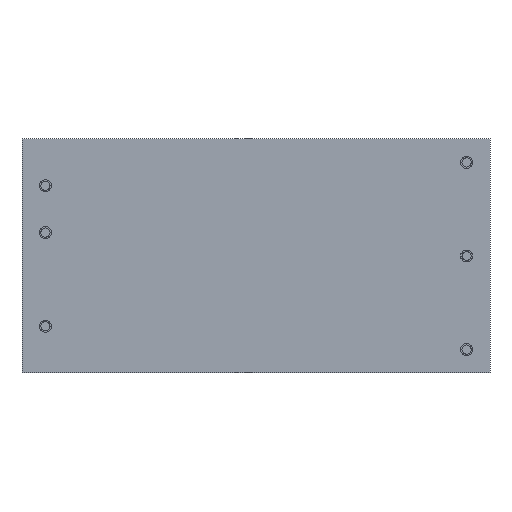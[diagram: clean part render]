
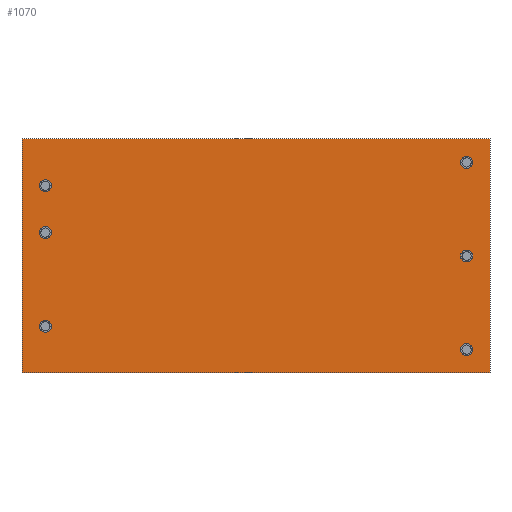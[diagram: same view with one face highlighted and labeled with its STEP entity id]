
A CAD part, front view. The second image highlights one B-rep face of the part: STEP entity #1070.
In plain terms, the highlighted planar face has unit normal (0, -1, 0).
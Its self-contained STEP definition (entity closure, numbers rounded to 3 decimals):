
#2 = EDGE_CURVE ( 'NONE', #444, #1662, #905, .T. ) ;
#4 = DIRECTION ( 'NONE',  ( 1., 0., 0. ) ) ;
#12 = DIRECTION ( 'NONE',  ( 1., 0., 0. ) ) ;
#21 = DIRECTION ( 'NONE',  ( 1., 0., 0. ) ) ;
#31 = FACE_BOUND ( 'NONE', #400, .T. ) ;
#74 = VERTEX_POINT ( 'NONE', #1376 ) ;
#100 = DIRECTION ( 'NONE',  ( 1., 0., 0. ) ) ;
#119 = CARTESIAN_POINT ( 'NONE',  ( 22.86, -0.6, -10.16 ) ) ;
#122 = CIRCLE ( 'NONE', #1443, 0.65 ) ;
#133 = VERTEX_POINT ( 'NONE', #504 ) ;
#148 = ORIENTED_EDGE ( 'NONE', *, *, #551, .T. ) ;
#168 = DIRECTION ( 'NONE',  ( 1., 0., 0. ) ) ;
#169 = EDGE_CURVE ( 'NONE', #352, #444, #354, .T. ) ;
#170 = AXIS2_PLACEMENT_3D ( 'NONE', #1740, #341, #175 ) ;
#175 = DIRECTION ( 'NONE',  ( 1., 0., 0. ) ) ;
#184 = CIRCLE ( 'NONE', #1579, 0.65 ) ;
#205 = AXIS2_PLACEMENT_3D ( 'NONE', #439, #571, #1979 ) ;
#226 = EDGE_CURVE ( 'NONE', #406, #1797, #122, .T. ) ;
#260 = CARTESIAN_POINT ( 'NONE',  ( 23.51, -0.6, 0. ) ) ;
#264 = ORIENTED_EDGE ( 'NONE', *, *, #1736, .T. ) ;
#277 = EDGE_LOOP ( 'NONE', ( #1785, #2007 ) ) ;
#283 = ORIENTED_EDGE ( 'NONE', *, *, #226, .T. ) ;
#288 = EDGE_LOOP ( 'NONE', ( #148, #629 ) ) ;
#315 = CARTESIAN_POINT ( 'NONE',  ( -22.21, -0.6, 7.62 ) ) ;
#341 = DIRECTION ( 'NONE',  ( 0., 1., 0. ) ) ;
#352 = VERTEX_POINT ( 'NONE', #867 ) ;
#354 = LINE ( 'NONE', #1279, #1414 ) ;
#359 = LINE ( 'NONE', #1119, #717 ) ;
#397 = EDGE_CURVE ( 'NONE', #1662, #914, #556, .T. ) ;
#400 = EDGE_LOOP ( 'NONE', ( #283, #264 ) ) ;
#406 = VERTEX_POINT ( 'NONE', #1031 ) ;
#407 = CARTESIAN_POINT ( 'NONE',  ( 22.86, -0.6, 10.16 ) ) ;
#429 = EDGE_CURVE ( 'NONE', #2017, #1783, #1174, .T. ) ;
#438 = CIRCLE ( 'NONE', #890, 0.65 ) ;
#439 = CARTESIAN_POINT ( 'NONE',  ( -22.86, -0.6, 2.54 ) ) ;
#444 = VERTEX_POINT ( 'NONE', #1821 ) ;
#471 = AXIS2_PLACEMENT_3D ( 'NONE', #941, #1560, #168 ) ;
#479 = VERTEX_POINT ( 'NONE', #1833 ) ;
#494 = ORIENTED_EDGE ( 'NONE', *, *, #1630, .T. ) ;
#504 = CARTESIAN_POINT ( 'NONE',  ( 22.21, -0.6, 10.16 ) ) ;
#515 = FACE_BOUND ( 'NONE', #849, .T. ) ;
#522 = DIRECTION ( 'NONE',  ( 0., 0., 1. ) ) ;
#551 = EDGE_CURVE ( 'NONE', #479, #1321, #1964, .T. ) ;
#556 = LINE ( 'NONE', #581, #1601 ) ;
#570 = VERTEX_POINT ( 'NONE', #315 ) ;
#571 = DIRECTION ( 'NONE',  ( 0., 1., 0. ) ) ;
#581 = CARTESIAN_POINT ( 'NONE',  ( -25.4, -0.6, -12.7 ) ) ;
#600 = ORIENTED_EDGE ( 'NONE', *, *, #641, .T. ) ;
#603 = VERTEX_POINT ( 'NONE', #1705 ) ;
#624 = CARTESIAN_POINT ( 'NONE',  ( -23.51, -0.6, 2.54 ) ) ;
#629 = ORIENTED_EDGE ( 'NONE', *, *, #1096, .T. ) ;
#637 = EDGE_CURVE ( 'NONE', #603, #133, #1503, .T. ) ;
#641 = EDGE_CURVE ( 'NONE', #1783, #2017, #730, .T. ) ;
#643 = DIRECTION ( 'NONE',  ( 1., 0., 0. ) ) ;
#653 = PLANE ( 'NONE',  #951 ) ;
#662 = DIRECTION ( 'NONE',  ( 0., 1., 0. ) ) ;
#717 = VECTOR ( 'NONE', #522, 1000. ) ;
#725 = DIRECTION ( 'NONE',  ( 0., 1., 0. ) ) ;
#726 = CARTESIAN_POINT ( 'NONE',  ( 25.4, -0.6, -12.7 ) ) ;
#730 = CIRCLE ( 'NONE', #1870, 0.65 ) ;
#743 = ORIENTED_EDGE ( 'NONE', *, *, #429, .T. ) ;
#744 = DIRECTION ( 'NONE',  ( 1., 0., 0. ) ) ;
#787 = DIRECTION ( 'NONE',  ( 0., 1., 0. ) ) ;
#802 = FACE_OUTER_BOUND ( 'NONE', #1639, .T. ) ;
#819 = FACE_BOUND ( 'NONE', #1853, .T. ) ;
#826 = DIRECTION ( 'NONE',  ( 0., 1., 0. ) ) ;
#849 = EDGE_LOOP ( 'NONE', ( #600, #743 ) ) ;
#867 = CARTESIAN_POINT ( 'NONE',  ( 25.4, -0.6, 12.7 ) ) ;
#868 = CARTESIAN_POINT ( 'NONE',  ( 22.86, -0.6, 0. ) ) ;
#890 = AXIS2_PLACEMENT_3D ( 'NONE', #407, #725, #2011 ) ;
#905 = LINE ( 'NONE', #1515, #1514 ) ;
#914 = VERTEX_POINT ( 'NONE', #726 ) ;
#941 = CARTESIAN_POINT ( 'NONE',  ( 22.86, -0.6, 10.16 ) ) ;
#947 = CIRCLE ( 'NONE', #1730, 0.65 ) ;
#951 = AXIS2_PLACEMENT_3D ( 'NONE', #1274, #1567, #964 ) ;
#964 = DIRECTION ( 'NONE',  ( 0., 0., -1. ) ) ;
#966 = EDGE_CURVE ( 'NONE', #1844, #570, #184, .T. ) ;
#973 = FACE_BOUND ( 'NONE', #1118, .T. ) ;
#1031 = CARTESIAN_POINT ( 'NONE',  ( -22.21, -0.6, 2.54 ) ) ;
#1051 = EDGE_CURVE ( 'NONE', #74, #1941, #1993, .T. ) ;
#1057 = DIRECTION ( 'NONE',  ( 1., 0., 0. ) ) ;
#1070 = ADVANCED_FACE ( 'NONE', ( #515, #1557, #31, #973, #1904, #819, #802 ), #653, .T. ) ;
#1096 = EDGE_CURVE ( 'NONE', #1321, #479, #1832, .T. ) ;
#1097 = CARTESIAN_POINT ( 'NONE',  ( 22.86, -0.6, 0. ) ) ;
#1110 = AXIS2_PLACEMENT_3D ( 'NONE', #1281, #1257, #12 ) ;
#1118 = EDGE_LOOP ( 'NONE', ( #1982, #1656 ) ) ;
#1119 = CARTESIAN_POINT ( 'NONE',  ( 25.4, -0.6, -12.7 ) ) ;
#1140 = EDGE_CURVE ( 'NONE', #570, #1844, #1997, .T. ) ;
#1141 = AXIS2_PLACEMENT_3D ( 'NONE', #2005, #1673, #1868 ) ;
#1174 = CIRCLE ( 'NONE', #1431, 0.65 ) ;
#1182 = DIRECTION ( 'NONE',  ( 1., 0., 0. ) ) ;
#1197 = CARTESIAN_POINT ( 'NONE',  ( -22.86, -0.6, 7.62 ) ) ;
#1211 = CARTESIAN_POINT ( 'NONE',  ( 22.86, -0.6, -10.16 ) ) ;
#1219 = EDGE_CURVE ( 'NONE', #1941, #74, #947, .T. ) ;
#1240 = DIRECTION ( 'NONE',  ( 0., 1., 0. ) ) ;
#1257 = DIRECTION ( 'NONE',  ( 0., 1., 0. ) ) ;
#1274 = CARTESIAN_POINT ( 'NONE',  ( 0., -0.6, 0. ) ) ;
#1279 = CARTESIAN_POINT ( 'NONE',  ( 25.4, -0.6, 12.7 ) ) ;
#1281 = CARTESIAN_POINT ( 'NONE',  ( -22.86, -0.6, 7.62 ) ) ;
#1289 = CARTESIAN_POINT ( 'NONE',  ( -23.51, -0.6, 7.62 ) ) ;
#1321 = VERTEX_POINT ( 'NONE', #1987 ) ;
#1376 = CARTESIAN_POINT ( 'NONE',  ( 22.21, -0.6, 0. ) ) ;
#1395 = AXIS2_PLACEMENT_3D ( 'NONE', #1097, #662, #21 ) ;
#1414 = VECTOR ( 'NONE', #1593, 1000. ) ;
#1431 = AXIS2_PLACEMENT_3D ( 'NONE', #119, #1675, #744 ) ;
#1443 = AXIS2_PLACEMENT_3D ( 'NONE', #1757, #826, #643 ) ;
#1464 = CARTESIAN_POINT ( 'NONE',  ( 22.21, -0.6, -10.16 ) ) ;
#1475 = ORIENTED_EDGE ( 'NONE', *, *, #637, .T. ) ;
#1488 = DIRECTION ( 'NONE',  ( 0., 1., 0. ) ) ;
#1503 = CIRCLE ( 'NONE', #471, 0.65 ) ;
#1514 = VECTOR ( 'NONE', #1846, 1000. ) ;
#1515 = CARTESIAN_POINT ( 'NONE',  ( -25.4, -0.6, 12.7 ) ) ;
#1528 = CARTESIAN_POINT ( 'NONE',  ( 23.51, -0.6, -10.16 ) ) ;
#1557 = FACE_BOUND ( 'NONE', #277, .T. ) ;
#1560 = DIRECTION ( 'NONE',  ( 0., 1., 0. ) ) ;
#1567 = DIRECTION ( 'NONE',  ( 0., -1., 0. ) ) ;
#1579 = AXIS2_PLACEMENT_3D ( 'NONE', #1197, #1240, #4 ) ;
#1593 = DIRECTION ( 'NONE',  ( -1., 0., 0. ) ) ;
#1601 = VECTOR ( 'NONE', #1182, 1000. ) ;
#1630 = EDGE_CURVE ( 'NONE', #133, #603, #438, .T. ) ;
#1639 = EDGE_LOOP ( 'NONE', ( #1937, #1700, #1974, #1737 ) ) ;
#1656 = ORIENTED_EDGE ( 'NONE', *, *, #966, .T. ) ;
#1662 = VERTEX_POINT ( 'NONE', #1813 ) ;
#1673 = DIRECTION ( 'NONE',  ( 0., 1., 0. ) ) ;
#1675 = DIRECTION ( 'NONE',  ( 0., 1., 0. ) ) ;
#1700 = ORIENTED_EDGE ( 'NONE', *, *, #1815, .T. ) ;
#1705 = CARTESIAN_POINT ( 'NONE',  ( 23.51, -0.6, 10.16 ) ) ;
#1730 = AXIS2_PLACEMENT_3D ( 'NONE', #868, #1488, #100 ) ;
#1736 = EDGE_CURVE ( 'NONE', #1797, #406, #1871, .T. ) ;
#1737 = ORIENTED_EDGE ( 'NONE', *, *, #2, .T. ) ;
#1740 = CARTESIAN_POINT ( 'NONE',  ( -22.86, -0.6, -7.62 ) ) ;
#1757 = CARTESIAN_POINT ( 'NONE',  ( -22.86, -0.6, 2.54 ) ) ;
#1783 = VERTEX_POINT ( 'NONE', #1528 ) ;
#1785 = ORIENTED_EDGE ( 'NONE', *, *, #1219, .T. ) ;
#1797 = VERTEX_POINT ( 'NONE', #624 ) ;
#1813 = CARTESIAN_POINT ( 'NONE',  ( -25.4, -0.6, -12.7 ) ) ;
#1815 = EDGE_CURVE ( 'NONE', #914, #352, #359, .T. ) ;
#1821 = CARTESIAN_POINT ( 'NONE',  ( -25.4, -0.6, 12.7 ) ) ;
#1832 = CIRCLE ( 'NONE', #170, 0.65 ) ;
#1833 = CARTESIAN_POINT ( 'NONE',  ( -22.21, -0.6, -7.62 ) ) ;
#1844 = VERTEX_POINT ( 'NONE', #1289 ) ;
#1846 = DIRECTION ( 'NONE',  ( 0., 0., -1. ) ) ;
#1853 = EDGE_LOOP ( 'NONE', ( #1475, #494 ) ) ;
#1868 = DIRECTION ( 'NONE',  ( 1., 0., 0. ) ) ;
#1870 = AXIS2_PLACEMENT_3D ( 'NONE', #1211, #787, #1057 ) ;
#1871 = CIRCLE ( 'NONE', #205, 0.65 ) ;
#1904 = FACE_BOUND ( 'NONE', #288, .T. ) ;
#1937 = ORIENTED_EDGE ( 'NONE', *, *, #397, .T. ) ;
#1941 = VERTEX_POINT ( 'NONE', #260 ) ;
#1964 = CIRCLE ( 'NONE', #1141, 0.65 ) ;
#1974 = ORIENTED_EDGE ( 'NONE', *, *, #169, .T. ) ;
#1979 = DIRECTION ( 'NONE',  ( 1., 0., 0. ) ) ;
#1982 = ORIENTED_EDGE ( 'NONE', *, *, #1140, .T. ) ;
#1987 = CARTESIAN_POINT ( 'NONE',  ( -23.51, -0.6, -7.62 ) ) ;
#1993 = CIRCLE ( 'NONE', #1395, 0.65 ) ;
#1997 = CIRCLE ( 'NONE', #1110, 0.65 ) ;
#2005 = CARTESIAN_POINT ( 'NONE',  ( -22.86, -0.6, -7.62 ) ) ;
#2007 = ORIENTED_EDGE ( 'NONE', *, *, #1051, .T. ) ;
#2011 = DIRECTION ( 'NONE',  ( 1., 0., 0. ) ) ;
#2017 = VERTEX_POINT ( 'NONE', #1464 ) ;
